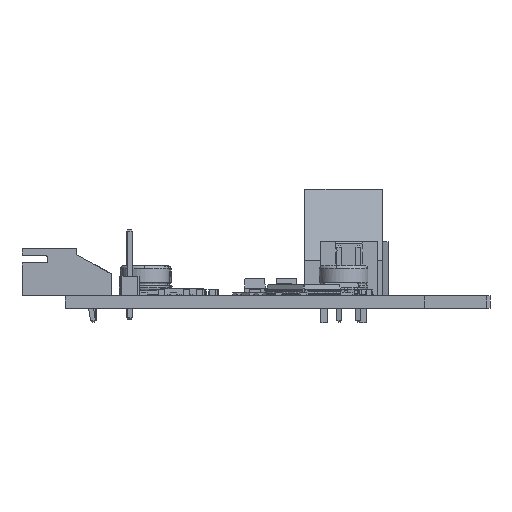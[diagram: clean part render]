
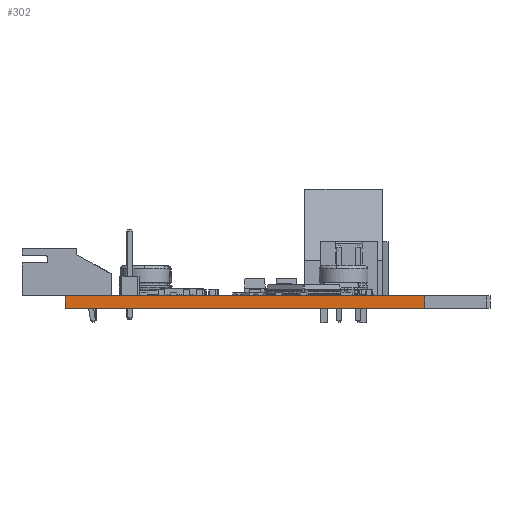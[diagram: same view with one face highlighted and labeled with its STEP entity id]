
A CAD part, left-side view. The second image highlights one B-rep face of the part: STEP entity #302.
In plain terms, the highlighted planar face has unit normal (-1, -0.001, 0).
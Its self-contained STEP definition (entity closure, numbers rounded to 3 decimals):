
#246 = VERTEX_POINT('',#247);
#247 = CARTESIAN_POINT('',(129.997,-50.292,-1.6));
#253 = EDGE_CURVE('',#254,#246,#256,.T.);
#254 = VERTEX_POINT('',#255);
#255 = CARTESIAN_POINT('',(129.997,-50.292,0.));
#256 = LINE('',#257,#258);
#257 = CARTESIAN_POINT('',(129.997,-50.292,0.));
#258 = VECTOR('',#259,1.);
#259 = DIRECTION('',(0.,0.,-1.));
#302 = ADVANCED_FACE('',(#303),#328,.T.);
#303 = FACE_BOUND('',#304,.T.);
#304 = EDGE_LOOP('',(#305,#306,#314,#322));
#305 = ORIENTED_EDGE('',*,*,#253,.T.);
#306 = ORIENTED_EDGE('',*,*,#307,.T.);
#307 = EDGE_CURVE('',#246,#308,#310,.T.);
#308 = VERTEX_POINT('',#309);
#309 = CARTESIAN_POINT('',(130.043,-96.765,-1.6));
#310 = LINE('',#311,#312);
#311 = CARTESIAN_POINT('',(129.997,-50.292,-1.6));
#312 = VECTOR('',#313,1.);
#313 = DIRECTION('',(0.001,-1.,0.));
#314 = ORIENTED_EDGE('',*,*,#315,.F.);
#315 = EDGE_CURVE('',#316,#308,#318,.T.);
#316 = VERTEX_POINT('',#317);
#317 = CARTESIAN_POINT('',(130.043,-96.765,0.));
#318 = LINE('',#319,#320);
#319 = CARTESIAN_POINT('',(130.043,-96.765,0.));
#320 = VECTOR('',#321,1.);
#321 = DIRECTION('',(0.,0.,-1.));
#322 = ORIENTED_EDGE('',*,*,#323,.F.);
#323 = EDGE_CURVE('',#254,#316,#324,.T.);
#324 = LINE('',#325,#326);
#325 = CARTESIAN_POINT('',(129.997,-50.292,0.));
#326 = VECTOR('',#327,1.);
#327 = DIRECTION('',(0.001,-1.,0.));
#328 = PLANE('',#329);
#329 = AXIS2_PLACEMENT_3D('',#330,#331,#332);
#330 = CARTESIAN_POINT('',(129.997,-50.292,0.));
#331 = DIRECTION('',(-1.,-0.001,-0.));
#332 = DIRECTION('',(0.001,-1.,0.));
